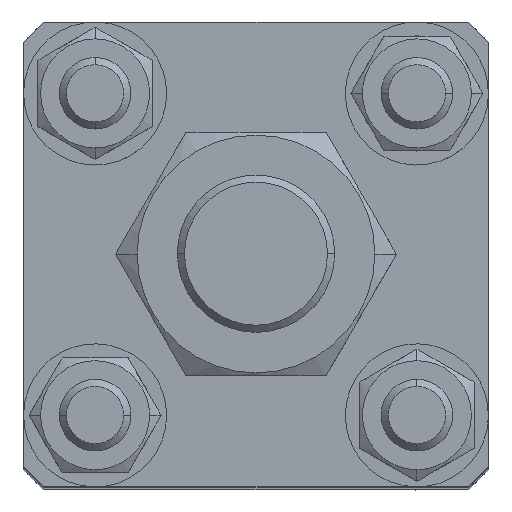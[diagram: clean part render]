
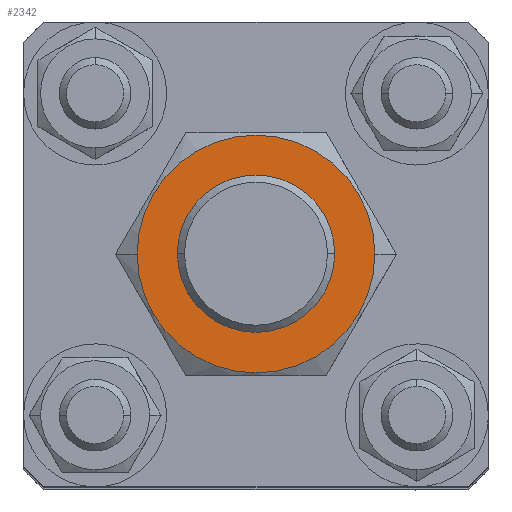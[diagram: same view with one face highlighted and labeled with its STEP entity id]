
A CAD part, top view. The second image highlights one B-rep face of the part: STEP entity #2342.
In plain terms, the highlighted planar face has unit normal (0, 0, 1).
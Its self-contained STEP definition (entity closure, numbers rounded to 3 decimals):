
#677 = EDGE_LOOP ( 'NONE', ( #1038, #1039 ) ) ;
#683 = EDGE_LOOP ( 'NONE', ( #1036, #1037 ) ) ;
#1036 = ORIENTED_EDGE ( 'NONE', *, *, #1499, .T. ) ;
#1037 = ORIENTED_EDGE ( 'NONE', *, *, #1530, .T. ) ;
#1038 = ORIENTED_EDGE ( 'NONE', *, *, #1483, .F. ) ;
#1039 = ORIENTED_EDGE ( 'NONE', *, *, #1529, .F. ) ;
#1483 = EDGE_CURVE ( 'NONE', #8266, #8263, #2182, .T. ) ;
#1499 = EDGE_CURVE ( 'NONE', #8269, #8268, #2206, .T. ) ;
#1529 = EDGE_CURVE ( 'NONE', #8263, #8266, #2250, .T. ) ;
#1530 = EDGE_CURVE ( 'NONE', #8268, #8269, #2251, .T. ) ;
#2182 = CIRCLE ( 'NONE', #6756, 16.625 ) ;
#2206 = CIRCLE ( 'NONE', #6762, 10.747 ) ;
#2250 = CIRCLE ( 'NONE', #6776, 16.625 ) ;
#2251 = CIRCLE ( 'NONE', #6777, 10.747 ) ;
#2342 = ADVANCED_FACE ( 'NONE', ( #8399, #8398 ), #3582, .T. ) ;
#3175 = CARTESIAN_POINT ( 'NONE',  ( 0., 0., 0. ) ) ;
#3176 = DIRECTION ( 'NONE',  ( 0., 0., -1. ) ) ;
#3177 = DIRECTION ( 'NONE',  ( 1., 0., 0. ) ) ;
#3271 = CARTESIAN_POINT ( 'NONE',  ( 0., 0., 0. ) ) ;
#3272 = DIRECTION ( 'NONE',  ( 0., 0., -1. ) ) ;
#3273 = DIRECTION ( 'NONE',  ( -1., 0., 0. ) ) ;
#3274 = CARTESIAN_POINT ( 'NONE',  ( 0., 0., 0. ) ) ;
#3275 = DIRECTION ( 'NONE',  ( 0., 0., -1. ) ) ;
#3276 = DIRECTION ( 'NONE',  ( 1., 0., 0. ) ) ;
#3577 = CARTESIAN_POINT ( 'NONE',  ( 9.815, -17., 0. ) ) ;
#3582 = PLANE ( 'NONE',  #6824 ) ;
#3584 = DIRECTION ( 'NONE',  ( 0., 0., 1. ) ) ;
#3585 = DIRECTION ( 'NONE',  ( 1., 0., 0. ) ) ;
#3990 = CARTESIAN_POINT ( 'NONE',  ( 16.625, 0., 0. ) ) ;
#3993 = CARTESIAN_POINT ( 'NONE',  ( -16.625, 0., 0. ) ) ;
#3995 = CARTESIAN_POINT ( 'NONE',  ( -10.747, 0., 0. ) ) ;
#3996 = CARTESIAN_POINT ( 'NONE',  ( 10.747, 0., 0. ) ) ;
#6756 = AXIS2_PLACEMENT_3D ( 'NONE', #8103, #8104, #8105 ) ;
#6762 = AXIS2_PLACEMENT_3D ( 'NONE', #3175, #3176, #3177 ) ;
#6776 = AXIS2_PLACEMENT_3D ( 'NONE', #3271, #3272, #3273 ) ;
#6777 = AXIS2_PLACEMENT_3D ( 'NONE', #3274, #3275, #3276 ) ;
#6824 = AXIS2_PLACEMENT_3D ( 'NONE', #3577, #3584, #3585 ) ;
#8103 = CARTESIAN_POINT ( 'NONE',  ( 0., 0., 0. ) ) ;
#8104 = DIRECTION ( 'NONE',  ( 0., 0., -1. ) ) ;
#8105 = DIRECTION ( 'NONE',  ( -1., 0., 0. ) ) ;
#8263 = VERTEX_POINT ( 'NONE', #3990 ) ;
#8266 = VERTEX_POINT ( 'NONE', #3993 ) ;
#8268 = VERTEX_POINT ( 'NONE', #3995 ) ;
#8269 = VERTEX_POINT ( 'NONE', #3996 ) ;
#8398 = FACE_OUTER_BOUND ( 'NONE', #677, .T. ) ;
#8399 = FACE_BOUND ( 'NONE', #683, .T. ) ;
